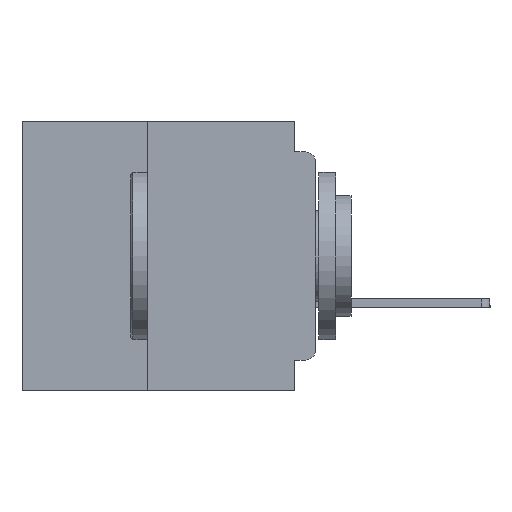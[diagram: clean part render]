
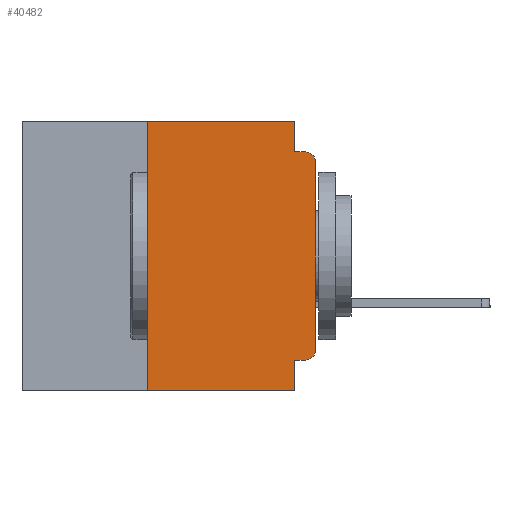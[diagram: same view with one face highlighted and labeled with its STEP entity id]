
A CAD part, left-side view. The second image highlights one B-rep face of the part: STEP entity #40482.
In plain terms, the highlighted planar face has unit normal (-1, 0, 0).
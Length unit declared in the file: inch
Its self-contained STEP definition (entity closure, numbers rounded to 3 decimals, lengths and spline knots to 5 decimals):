
#1329 = CARTESIAN_POINT ( 'NONE',  ( 0., 0.437, 0. ) ) ;
#2071 = VERTEX_POINT ( 'NONE', #24472 ) ;
#2343 = EDGE_CURVE ( 'NONE', #24288, #34161, #41495, .T. ) ;
#2403 = CARTESIAN_POINT ( 'NONE',  ( 0., 0., 0. ) ) ;
#2665 = ORIENTED_EDGE ( 'NONE', *, *, #4486, .T. ) ;
#3931 = VERTEX_POINT ( 'NONE', #9768 ) ;
#4486 = EDGE_CURVE ( 'NONE', #28611, #11141, #32248, .T. ) ;
#5194 = CARTESIAN_POINT ( 'NONE',  ( 0., 0., -0.355 ) ) ;
#6348 = CARTESIAN_POINT ( 'NONE',  ( 0., 0., -0.045 ) ) ;
#6558 = AXIS2_PLACEMENT_3D ( 'NONE', #1329, #48186, #24823 ) ;
#7345 = EDGE_CURVE ( 'NONE', #27655, #38732, #42290, .T. ) ;
#9768 = CARTESIAN_POINT ( 'NONE',  ( 0., 0.031, 0. ) ) ;
#9987 = LINE ( 'NONE', #38783, #50230 ) ;
#11141 = VERTEX_POINT ( 'NONE', #47386 ) ;
#13743 = DIRECTION ( 'NONE',  ( 0., 0., -1. ) ) ;
#14799 = ORIENTED_EDGE ( 'NONE', *, *, #44646, .F. ) ;
#15425 = DIRECTION ( 'NONE',  ( -1., 0., 0. ) ) ;
#16908 = DIRECTION ( 'NONE',  ( 0., 1., 0. ) ) ;
#17529 = CARTESIAN_POINT ( 'NONE',  ( 0., 0.25, -0.4 ) ) ;
#18345 = CARTESIAN_POINT ( 'NONE',  ( 0., 0.015, -0.06 ) ) ;
#19078 = VECTOR ( 'NONE', #33292, 39.37008 ) ;
#19241 = EDGE_CURVE ( 'NONE', #3931, #47655, #44383, .T. ) ;
#19613 = CARTESIAN_POINT ( 'NONE',  ( 0., 0.031, -0.045 ) ) ;
#19656 = ORIENTED_EDGE ( 'NONE', *, *, #28804, .T. ) ;
#20066 = EDGE_CURVE ( 'NONE', #11141, #2071, #35154, .T. ) ;
#21289 = DIRECTION ( 'NONE',  ( 0., 0., -1. ) ) ;
#21800 = CARTESIAN_POINT ( 'NONE',  ( 0., 0.031, -0.355 ) ) ;
#22263 = DIRECTION ( 'NONE',  ( 0., 0., -1. ) ) ;
#23073 = VECTOR ( 'NONE', #29636, 39.37008 ) ;
#24288 = VERTEX_POINT ( 'NONE', #42995 ) ;
#24472 = CARTESIAN_POINT ( 'NONE',  ( 0., 0.015, -0.045 ) ) ;
#24823 = DIRECTION ( 'NONE',  ( 0., 0., -1. ) ) ;
#25127 = EDGE_LOOP ( 'NONE', ( #2665, #47599, #27473, #28553, #30102, #38046, #38709, #14799, #26320, #19656 ) ) ;
#25894 = EDGE_CURVE ( 'NONE', #27655, #47303, #33460, .T. ) ;
#26320 = ORIENTED_EDGE ( 'NONE', *, *, #2343, .F. ) ;
#27473 = ORIENTED_EDGE ( 'NONE', *, *, #44076, .F. ) ;
#27655 = VERTEX_POINT ( 'NONE', #48066 ) ;
#28553 = ORIENTED_EDGE ( 'NONE', *, *, #19241, .F. ) ;
#28611 = VERTEX_POINT ( 'NONE', #45312 ) ;
#28804 = EDGE_CURVE ( 'NONE', #24288, #28611, #45928, .T. ) ;
#28958 = CARTESIAN_POINT ( 'NONE',  ( 0., 0.031, 0. ) ) ;
#29263 = CARTESIAN_POINT ( 'NONE',  ( 0., 0.031, -0.4 ) ) ;
#29636 = DIRECTION ( 'NONE',  ( 0., 0., 1. ) ) ;
#29824 = DIRECTION ( 'NONE',  ( 0., -1., 0. ) ) ;
#30102 = ORIENTED_EDGE ( 'NONE', *, *, #44958, .F. ) ;
#30272 = AXIS2_PLACEMENT_3D ( 'NONE', #18345, #45627, #22263 ) ;
#31126 = DIRECTION ( 'NONE',  ( 0., -1., 0. ) ) ;
#31581 = VECTOR ( 'NONE', #21289, 39.37008 ) ;
#32248 = LINE ( 'NONE', #2403, #23073 ) ;
#33292 = DIRECTION ( 'NONE',  ( 0., -1., 0. ) ) ;
#33451 = CARTESIAN_POINT ( 'NONE',  ( 0., 0.437, -0.4 ) ) ;
#33460 = LINE ( 'NONE', #17529, #43841 ) ;
#33792 = LINE ( 'NONE', #29263, #42939 ) ;
#34161 = VERTEX_POINT ( 'NONE', #21800 ) ;
#35154 = CIRCLE ( 'NONE', #30272, 0.015 ) ;
#36978 = DIRECTION ( 'NONE',  ( 0., 0., 1. ) ) ;
#38046 = ORIENTED_EDGE ( 'NONE', *, *, #25894, .F. ) ;
#38709 = ORIENTED_EDGE ( 'NONE', *, *, #7345, .T. ) ;
#38732 = VERTEX_POINT ( 'NONE', #47505 ) ;
#38733 = VECTOR ( 'NONE', #29824, 39.37008 ) ;
#38783 = CARTESIAN_POINT ( 'NONE',  ( 0., 0.437, 0. ) ) ;
#38811 = CARTESIAN_POINT ( 'NONE',  ( 0., 0.015, -0.34 ) ) ;
#39950 = LINE ( 'NONE', #6348, #38733 ) ;
#40267 = VECTOR ( 'NONE', #16908, 39.37008 ) ;
#40482 = ADVANCED_FACE ( 'NONE', ( #44040 ), #44255, .F. ) ;
#40973 = CARTESIAN_POINT ( 'NONE',  ( 0., 0.25, 0. ) ) ;
#41331 = AXIS2_PLACEMENT_3D ( 'NONE', #38811, #15425, #42729 ) ;
#41495 = LINE ( 'NONE', #5194, #40267 ) ;
#42290 = LINE ( 'NONE', #33451, #19078 ) ;
#42729 = DIRECTION ( 'NONE',  ( 0., 0., -1. ) ) ;
#42939 = VECTOR ( 'NONE', #13743, 39.37008 ) ;
#42995 = CARTESIAN_POINT ( 'NONE',  ( 0., 0.015, -0.355 ) ) ;
#43841 = VECTOR ( 'NONE', #36978, 39.37008 ) ;
#44040 = FACE_OUTER_BOUND ( 'NONE', #25127, .T. ) ;
#44076 = EDGE_CURVE ( 'NONE', #47655, #2071, #39950, .T. ) ;
#44255 = PLANE ( 'NONE',  #6558 ) ;
#44383 = LINE ( 'NONE', #28958, #31581 ) ;
#44646 = EDGE_CURVE ( 'NONE', #34161, #38732, #33792, .T. ) ;
#44958 = EDGE_CURVE ( 'NONE', #47303, #3931, #9987, .T. ) ;
#45312 = CARTESIAN_POINT ( 'NONE',  ( 0., 0., -0.34 ) ) ;
#45627 = DIRECTION ( 'NONE',  ( -1., 0., 0. ) ) ;
#45928 = CIRCLE ( 'NONE', #41331, 0.015 ) ;
#47303 = VERTEX_POINT ( 'NONE', #40973 ) ;
#47386 = CARTESIAN_POINT ( 'NONE',  ( 0., 0., -0.06 ) ) ;
#47505 = CARTESIAN_POINT ( 'NONE',  ( 0., 0.031, -0.4 ) ) ;
#47599 = ORIENTED_EDGE ( 'NONE', *, *, #20066, .T. ) ;
#47655 = VERTEX_POINT ( 'NONE', #19613 ) ;
#48066 = CARTESIAN_POINT ( 'NONE',  ( 0., 0.25, -0.4 ) ) ;
#48186 = DIRECTION ( 'NONE',  ( 1., 0., 0. ) ) ;
#50230 = VECTOR ( 'NONE', #31126, 39.37008 ) ;
